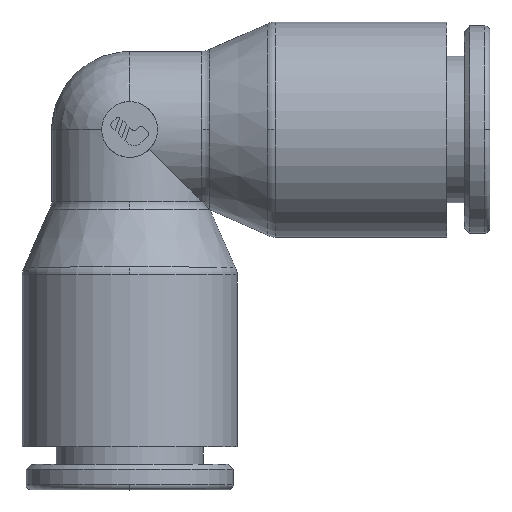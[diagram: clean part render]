
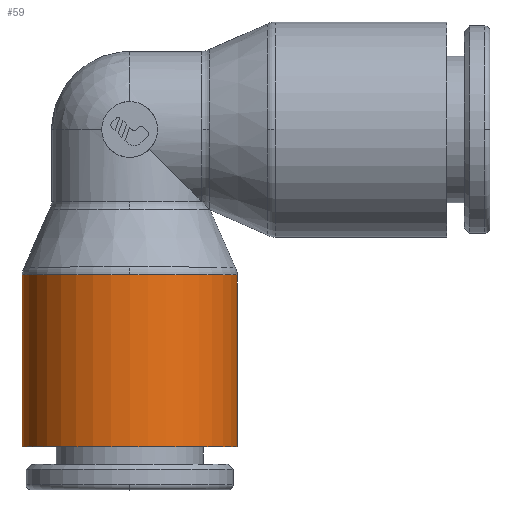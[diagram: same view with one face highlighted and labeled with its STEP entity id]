
A CAD part, top view. The second image highlights one B-rep face of the part: STEP entity #59.
In plain terms, the highlighted cylindrical face has radius 6.75 mm (diameter 13.5 mm), a partial arc.
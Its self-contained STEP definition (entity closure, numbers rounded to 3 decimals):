
#59=ADVANCED_FACE('',(#148),#149,.T.);
#148=FACE_OUTER_BOUND('',#307,.T.);
#149=CYLINDRICAL_SURFACE('',#308,6.75);
#307=EDGE_LOOP('',(#541,#542,#543,#544,#545));
#308=AXIS2_PLACEMENT_3D('',#546,#547,#548);
#541=ORIENTED_EDGE('',*,*,#1094,.F.);
#542=ORIENTED_EDGE('',*,*,#1095,.T.);
#543=ORIENTED_EDGE('',*,*,#1096,.T.);
#544=ORIENTED_EDGE('',*,*,#1097,.F.);
#545=ORIENTED_EDGE('',*,*,#1098,.F.);
#546=CARTESIAN_POINT('',(-19.9,-14.51,0.0));
#547=DIRECTION('',(0.,-1.0,0.0));
#548=DIRECTION('',(1.0,0.,0.0));
#1094=EDGE_CURVE('',#1329,#1330,#1331,.T.);
#1095=EDGE_CURVE('',#1329,#1332,#1333,.T.);
#1096=EDGE_CURVE('',#1332,#1334,#1335,.T.);
#1097=EDGE_CURVE('',#1336,#1334,#1337,.T.);
#1098=EDGE_CURVE('',#1330,#1336,#1338,.T.);
#1329=VERTEX_POINT('',#1675);
#1330=VERTEX_POINT('',#1676);
#1331=LINE('',#1677,#1678);
#1332=VERTEX_POINT('',#1679);
#1333=CIRCLE('',#1680,6.75);
#1334=VERTEX_POINT('',#1681);
#1335=CIRCLE('',#1682,6.75);
#1336=VERTEX_POINT('',#1683);
#1337=LINE('',#1684,#1685);
#1338=CIRCLE('',#1686,6.75);
#1675=CARTESIAN_POINT('',(-13.15,-9.12,0.0));
#1676=CARTESIAN_POINT('',(-13.15,-19.9,0.0));
#1677=CARTESIAN_POINT('',(-13.15,-14.51,0.));
#1678=VECTOR('',#2216,1.0);
#1679=CARTESIAN_POINT('',(-19.9,-9.12,6.75));
#1680=AXIS2_PLACEMENT_3D('',#2217,#2218,#2219);
#1681=CARTESIAN_POINT('',(-26.65,-9.12,0.));
#1682=AXIS2_PLACEMENT_3D('',#2220,#2221,#2222);
#1683=CARTESIAN_POINT('',(-26.65,-19.9,0.));
#1684=CARTESIAN_POINT('',(-26.65,-14.51,0.));
#1685=VECTOR('',#2223,1.0);
#1686=AXIS2_PLACEMENT_3D('',#2224,#2225,#2226);
#2216=DIRECTION('',(0.,-1.0,0.0));
#2217=CARTESIAN_POINT('',(-19.9,-9.12,0.0));
#2218=DIRECTION('',(0.,-1.0,0.0));
#2219=DIRECTION('',(1.0,0.,0.0));
#2220=CARTESIAN_POINT('',(-19.9,-9.12,0.0));
#2221=DIRECTION('',(0.,-1.0,0.0));
#2222=DIRECTION('',(1.0,0.,0.0));
#2223=DIRECTION('',(0.,1.0,-0.0));
#2224=CARTESIAN_POINT('',(-19.9,-19.9,0.0));
#2225=DIRECTION('',(0.,-1.0,0.0));
#2226=DIRECTION('',(1.0,0.,0.0));
